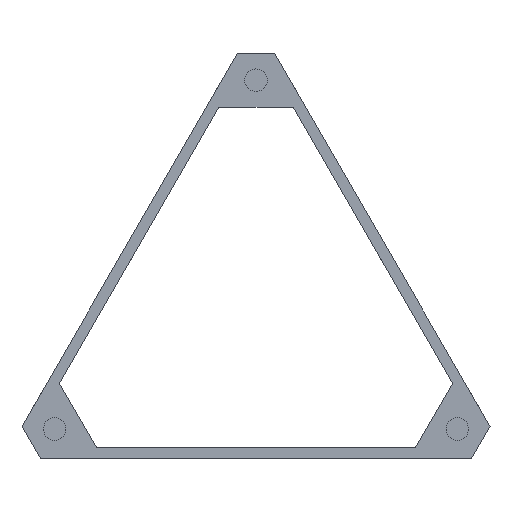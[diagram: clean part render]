
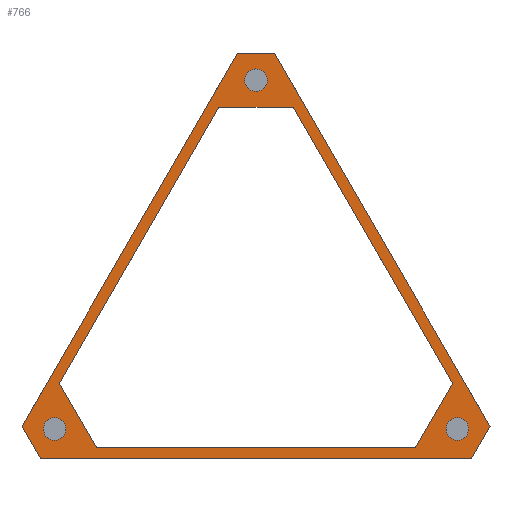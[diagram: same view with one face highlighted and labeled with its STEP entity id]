
A CAD part, top view. The second image highlights one B-rep face of the part: STEP entity #766.
In plain terms, the highlighted planar face has unit normal (0, 0, 1).
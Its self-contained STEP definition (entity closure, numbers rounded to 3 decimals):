
#27=FACE_BOUND('',#158,.T.);
#28=FACE_BOUND('',#159,.T.);
#29=FACE_BOUND('',#160,.T.);
#30=FACE_BOUND('',#161,.T.);
#44=CIRCLE('',#819,5.25);
#46=CIRCLE('',#823,5.25);
#48=CIRCLE('',#827,5.25);
#101=FACE_OUTER_BOUND('',#157,.T.);
#157=EDGE_LOOP('',(#662,#663,#664,#665,#666,#667));
#158=EDGE_LOOP('',(#668));
#159=EDGE_LOOP('',(#669));
#160=EDGE_LOOP('',(#670));
#161=EDGE_LOOP('',(#671,#672,#673,#674,#675,#676));
#211=LINE('',#1194,#292);
#214=LINE('',#1200,#295);
#217=LINE('',#1206,#298);
#220=LINE('',#1212,#301);
#223=LINE('',#1218,#304);
#226=LINE('',#1222,#307);
#229=LINE('',#1230,#310);
#232=LINE('',#1236,#313);
#235=LINE('',#1242,#316);
#238=LINE('',#1248,#319);
#241=LINE('',#1254,#322);
#244=LINE('',#1258,#325);
#292=VECTOR('',#991,10.);
#295=VECTOR('',#996,10.);
#298=VECTOR('',#1001,10.);
#301=VECTOR('',#1006,10.);
#304=VECTOR('',#1011,10.);
#307=VECTOR('',#1016,10.);
#310=VECTOR('',#1021,10.);
#313=VECTOR('',#1026,10.);
#316=VECTOR('',#1031,10.);
#319=VECTOR('',#1036,10.);
#322=VECTOR('',#1041,10.);
#325=VECTOR('',#1046,10.);
#362=VERTEX_POINT('',#1167);
#364=VERTEX_POINT('',#1174);
#366=VERTEX_POINT('',#1181);
#370=VERTEX_POINT('',#1191);
#371=VERTEX_POINT('',#1193);
#373=VERTEX_POINT('',#1199);
#375=VERTEX_POINT('',#1205);
#377=VERTEX_POINT('',#1211);
#379=VERTEX_POINT('',#1217);
#382=VERTEX_POINT('',#1227);
#383=VERTEX_POINT('',#1229);
#385=VERTEX_POINT('',#1235);
#387=VERTEX_POINT('',#1241);
#389=VERTEX_POINT('',#1247);
#391=VERTEX_POINT('',#1253);
#446=EDGE_CURVE('',#362,#362,#44,.T.);
#449=EDGE_CURVE('',#364,#364,#46,.T.);
#452=EDGE_CURVE('',#366,#366,#48,.T.);
#457=EDGE_CURVE('',#371,#370,#211,.T.);
#460=EDGE_CURVE('',#373,#371,#214,.T.);
#463=EDGE_CURVE('',#375,#373,#217,.T.);
#466=EDGE_CURVE('',#377,#375,#220,.T.);
#469=EDGE_CURVE('',#379,#377,#223,.T.);
#472=EDGE_CURVE('',#370,#379,#226,.T.);
#475=EDGE_CURVE('',#383,#382,#229,.T.);
#478=EDGE_CURVE('',#385,#383,#232,.T.);
#481=EDGE_CURVE('',#387,#385,#235,.T.);
#484=EDGE_CURVE('',#389,#387,#238,.T.);
#487=EDGE_CURVE('',#391,#389,#241,.T.);
#490=EDGE_CURVE('',#382,#391,#244,.T.);
#662=ORIENTED_EDGE('',*,*,#490,.T.);
#663=ORIENTED_EDGE('',*,*,#487,.T.);
#664=ORIENTED_EDGE('',*,*,#484,.T.);
#665=ORIENTED_EDGE('',*,*,#481,.T.);
#666=ORIENTED_EDGE('',*,*,#478,.T.);
#667=ORIENTED_EDGE('',*,*,#475,.T.);
#668=ORIENTED_EDGE('',*,*,#446,.T.);
#669=ORIENTED_EDGE('',*,*,#449,.T.);
#670=ORIENTED_EDGE('',*,*,#452,.T.);
#671=ORIENTED_EDGE('',*,*,#472,.T.);
#672=ORIENTED_EDGE('',*,*,#469,.T.);
#673=ORIENTED_EDGE('',*,*,#466,.T.);
#674=ORIENTED_EDGE('',*,*,#463,.T.);
#675=ORIENTED_EDGE('',*,*,#460,.T.);
#676=ORIENTED_EDGE('',*,*,#457,.T.);
#722=PLANE('',#842);
#766=ADVANCED_FACE('',(#101,#27,#28,#29,#30),#722,.T.);
#819=AXIS2_PLACEMENT_3D('',#1168,#962,#963);
#823=AXIS2_PLACEMENT_3D('',#1175,#971,#972);
#827=AXIS2_PLACEMENT_3D('',#1182,#980,#981);
#842=AXIS2_PLACEMENT_3D('',#1259,#1047,#1048);
#962=DIRECTION('center_axis',(0.,0.,-1.));
#963=DIRECTION('ref_axis',(-1.,0.,0.));
#971=DIRECTION('center_axis',(0.,0.,-1.));
#972=DIRECTION('ref_axis',(-1.,0.,0.));
#980=DIRECTION('center_axis',(0.,0.,-1.));
#981=DIRECTION('ref_axis',(-1.,0.,0.));
#991=DIRECTION('',(-1.,0.,0.));
#996=DIRECTION('',(-0.5,-0.866,0.));
#1001=DIRECTION('',(0.5,-0.866,0.));
#1006=DIRECTION('',(1.,0.,0.));
#1011=DIRECTION('',(0.5,0.866,0.));
#1016=DIRECTION('',(-0.5,0.866,0.));
#1021=DIRECTION('',(0.5,0.866,0.));
#1026=DIRECTION('',(1.,0.,0.));
#1031=DIRECTION('',(0.5,-0.866,0.));
#1036=DIRECTION('',(-0.5,-0.866,0.));
#1041=DIRECTION('',(-1.,0.,0.));
#1046=DIRECTION('',(-0.5,0.866,0.));
#1047=DIRECTION('center_axis',(0.,0.,1.));
#1048=DIRECTION('ref_axis',(1.,0.,0.));
#1167=CARTESIAN_POINT('',(105.25,175.705,20.));
#1168=CARTESIAN_POINT('Origin',(100.,175.705,20.));
#1174=CARTESIAN_POINT('',(198.755,13.75,20.));
#1175=CARTESIAN_POINT('Origin',(193.505,13.75,20.));
#1181=CARTESIAN_POINT('',(11.745,13.75,20.));
#1182=CARTESIAN_POINT('Origin',(6.495,13.75,20.));
#1191=CARTESIAN_POINT('',(25.981,5.,20.));
#1193=CARTESIAN_POINT('',(174.019,5.,20.));
#1194=CARTESIAN_POINT('',(174.019,5.,20.));
#1199=CARTESIAN_POINT('',(191.34,35.,20.));
#1200=CARTESIAN_POINT('',(191.34,35.,20.));
#1205=CARTESIAN_POINT('',(117.321,163.205,20.));
#1206=CARTESIAN_POINT('',(117.321,163.205,20.));
#1211=CARTESIAN_POINT('',(82.679,163.205,20.));
#1212=CARTESIAN_POINT('',(117.321,163.205,20.));
#1217=CARTESIAN_POINT('',(8.66,35.,20.));
#1218=CARTESIAN_POINT('',(8.66,35.,20.));
#1222=CARTESIAN_POINT('',(8.66,35.,20.));
#1227=CARTESIAN_POINT('',(208.66,15.,20.));
#1229=CARTESIAN_POINT('',(200.,0.,20.));
#1230=CARTESIAN_POINT('',(208.66,15.,20.));
#1235=CARTESIAN_POINT('',(0.,0.,20.));
#1236=CARTESIAN_POINT('',(200.,0.,20.));
#1241=CARTESIAN_POINT('',(-8.66,15.,20.));
#1242=CARTESIAN_POINT('',(-8.66,15.,20.));
#1247=CARTESIAN_POINT('',(91.34,188.205,20.));
#1248=CARTESIAN_POINT('',(-8.66,15.,20.));
#1253=CARTESIAN_POINT('',(108.66,188.205,20.));
#1254=CARTESIAN_POINT('',(108.66,188.205,20.));
#1258=CARTESIAN_POINT('',(108.66,188.205,20.));
#1259=CARTESIAN_POINT('Origin',(100.,94.103,20.));
